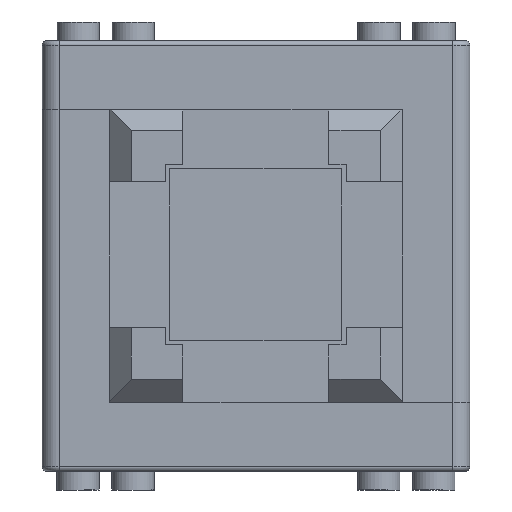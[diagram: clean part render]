
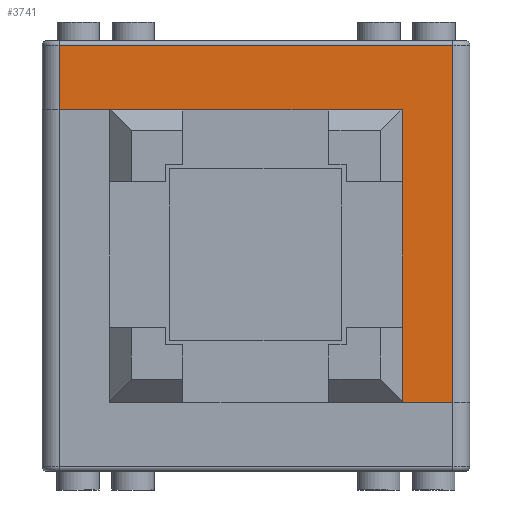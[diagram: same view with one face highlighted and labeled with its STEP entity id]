
A CAD part, front view. The second image highlights one B-rep face of the part: STEP entity #3741.
In plain terms, the highlighted face is planar.
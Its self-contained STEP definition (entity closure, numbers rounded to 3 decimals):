
#390=FACE_OUTER_BOUND('',#635,.T.);
#635=EDGE_LOOP('',(#2943,#2944,#2945,#2946,#2947,#2948));
#922=LINE('',#5984,#1325);
#924=LINE('',#5993,#1327);
#926=LINE('',#5999,#1329);
#933=LINE('',#6018,#1336);
#934=LINE('',#6020,#1337);
#935=LINE('',#6021,#1338);
#1325=VECTOR('',#4909,10.);
#1327=VECTOR('',#4921,10.);
#1329=VECTOR('',#4927,10.);
#1336=VECTOR('',#4948,10.);
#1337=VECTOR('',#4949,10.);
#1338=VECTOR('',#4950,10.);
#1749=VERTEX_POINT('',#5975);
#1751=VERTEX_POINT('',#5982);
#1752=VERTEX_POINT('',#5987);
#1754=VERTEX_POINT('',#5995);
#1760=VERTEX_POINT('',#6017);
#1761=VERTEX_POINT('',#6019);
#2184=EDGE_CURVE('',#1751,#1749,#922,.T.);
#2189=EDGE_CURVE('',#1749,#1752,#924,.T.);
#2192=EDGE_CURVE('',#1752,#1754,#926,.T.);
#2201=EDGE_CURVE('',#1760,#1751,#933,.T.);
#2202=EDGE_CURVE('',#1760,#1761,#934,.T.);
#2203=EDGE_CURVE('',#1754,#1761,#935,.T.);
#2943=ORIENTED_EDGE('',*,*,#2192,.F.);
#2944=ORIENTED_EDGE('',*,*,#2189,.F.);
#2945=ORIENTED_EDGE('',*,*,#2184,.F.);
#2946=ORIENTED_EDGE('',*,*,#2201,.F.);
#2947=ORIENTED_EDGE('',*,*,#2202,.T.);
#2948=ORIENTED_EDGE('',*,*,#2203,.F.);
#3531=PLANE('',#4169);
#3741=ADVANCED_FACE('',(#390),#3531,.T.);
#4169=AXIS2_PLACEMENT_3D('',#6016,#4946,#4947);
#4909=DIRECTION('',(0.,0.,-1.));
#4921=DIRECTION('',(0.,-1.,0.));
#4927=DIRECTION('',(0.,0.,1.));
#4946=DIRECTION('center_axis',(1.,0.,0.));
#4947=DIRECTION('ref_axis',(0.,1.,0.));
#4948=DIRECTION('',(0.,1.,0.));
#4949=DIRECTION('',(0.,0.,1.));
#4950=DIRECTION('',(0.,1.,0.));
#5975=CARTESIAN_POINT('',(24.9,22.9,0.5));
#5982=CARTESIAN_POINT('',(24.9,22.9,8.));
#5984=CARTESIAN_POINT('',(24.9,22.9,0.));
#5987=CARTESIAN_POINT('',(24.9,-22.9,0.5));
#5993=CARTESIAN_POINT('',(24.9,-12.45,0.5));
#5995=CARTESIAN_POINT('',(24.9,-22.9,42.1));
#5999=CARTESIAN_POINT('',(24.9,-22.9,0.));
#6016=CARTESIAN_POINT('Origin',(24.9,-24.9,0.));
#6017=CARTESIAN_POINT('',(24.9,-17.02,8.));
#6018=CARTESIAN_POINT('',(24.9,24.9,8.));
#6019=CARTESIAN_POINT('',(24.9,-17.02,42.1));
#6020=CARTESIAN_POINT('',(24.9,-17.02,8.));
#6021=CARTESIAN_POINT('',(24.9,-24.9,42.1));
